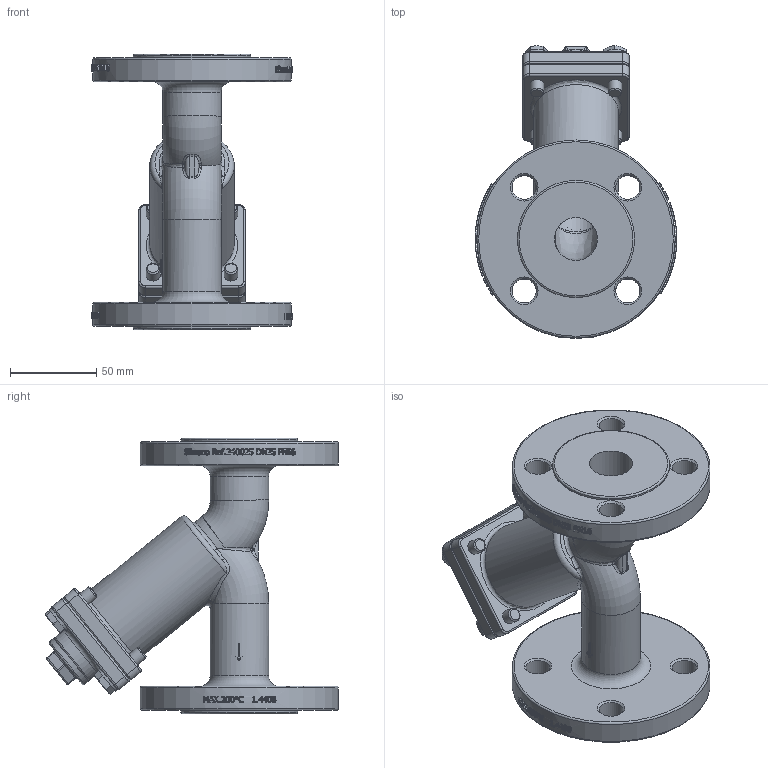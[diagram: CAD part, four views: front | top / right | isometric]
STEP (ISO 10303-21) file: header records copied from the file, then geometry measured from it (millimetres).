
FILE_DESCRIPTION(/* description */ ('240025'),/* implementation_level */ '2;1');
FILE_NAME(/* name */ '240025.stp',/* time_stamp */ '2015-03-10T09:40:18+01:00',/* author */ ('jmorand'),/* organization */ ('Sferaco'),/* preprocessor_version */ 'ST-DEVELOPER v15.6',/* originating_system */ 'Autodesk Inventor 2015',/* authorisation */ '');
FILE_SCHEMA (('AUTOMOTIVE_DESIGN { 1 0 10303 214 3 1 1 }'));
Products named in the file (1): 240025_bd
Bounding box: 117 x 170.02 x 160 mm (x, y, z)
Volume: 506523.6 mm3; surface area: 112264.6 mm2
Topology: 1 solids, 6 shells, 1551 faces, 4045 edges, 2644 vertices
Faces by surface type: bspline 696, plane 555, cylinder 207, cone 44, torus 42, sphere 7
Full cylindrical faces by diameter (mm): 8 x8, 9 x4, 14 x8, 16 x4, 18 x1, 18.631 x1, 25 x2, 26 x1, 32 x2, 34 x2, 49 x1, 68 x2, 115 x2
Entity records: 65920 total; most frequent: CARTESIAN_POINT 30947, ORIENTED_EDGE 7912, DIRECTION 4971, EDGE_CURVE 3956, VERTEX_POINT 2627, EDGE_LOOP 1785, LINE 1735, VECTOR 1735
